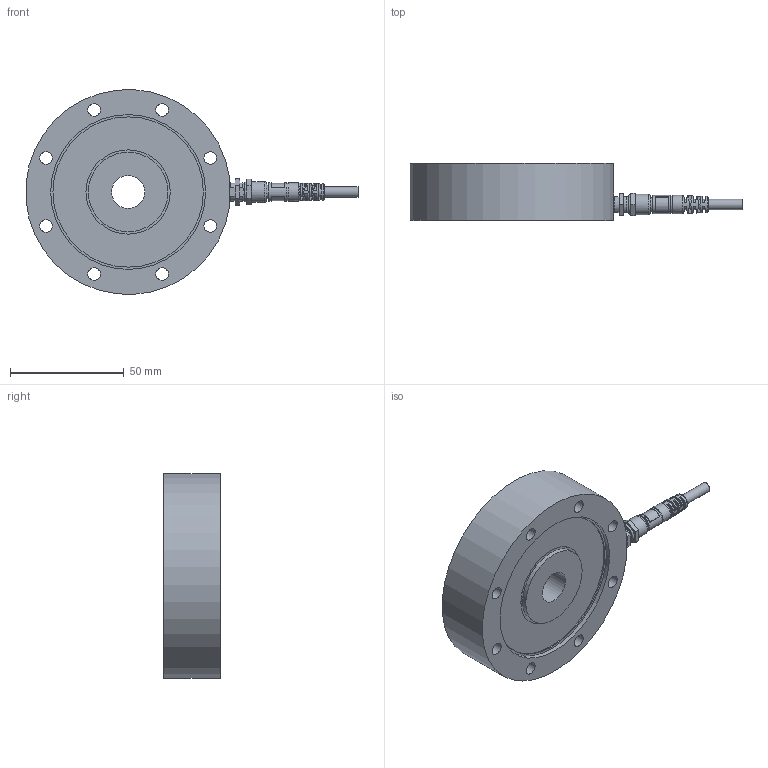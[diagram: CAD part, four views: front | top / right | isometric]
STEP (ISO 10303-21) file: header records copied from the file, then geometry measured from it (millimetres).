
FILE_DESCRIPTION (( 'STEP AP214' ), '1' );
FILE_NAME ('a_RKS01C-5k...25k-N3 STEP.STEP', '2024-09-19T10:01:12', ( '' ), ( '' ), 'SwSTEP 2.0', 'SolidWorks 2023', '' );
FILE_SCHEMA (( 'AUTOMOTIVE_DESIGN' ));
Length unit declared in the file: millimetre
Products named in the file (1): a_RKS01C-5k...25k-N3 STEP
Bounding box: 145.76 x 25 x 89.86 mm (x, y, z)
Volume: 134786.8 mm3; surface area: 29586.8 mm2
Topology: 7 solids, 18 shells, 415 faces, 1011 edges, 653 vertices
Faces by surface type: plane 179, cylinder 129, cone 88, bspline 19
Full cylindrical faces by diameter (mm): 0.7 x4, 1 x8, 1.1 x4, 1.5 x4, 1.6 x4, 4.5 x1, 5.5 x8, 5.55 x3, 5.65 x7, 5.7 x2, 5.8 x2, 6 x1, 6.2 x2, 6.5 x1, 6.75 x2, 6.8 x1, 6.9 x2, 7 x3, 7.25 x2, 7.5 x1, 8 x4, 9 x1, 10 x8, 14.5 x1, 35 x1, 37 x2, 66 x2, 68 x1
Entity records: 17362 total; most frequent: CARTESIAN_POINT 8790, DIRECTION 1703, ORIENTED_EDGE 1610, EDGE_CURVE 805, AXIS2_PLACEMENT_3D 731, EDGE_LOOP 621, VERTEX_POINT 590, FACE_OUTER_BOUND 506
